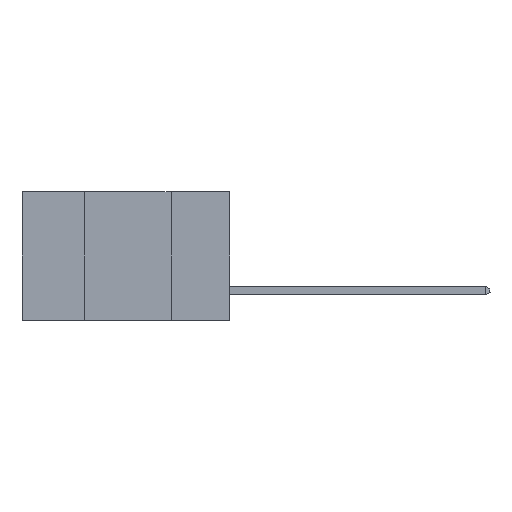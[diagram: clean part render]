
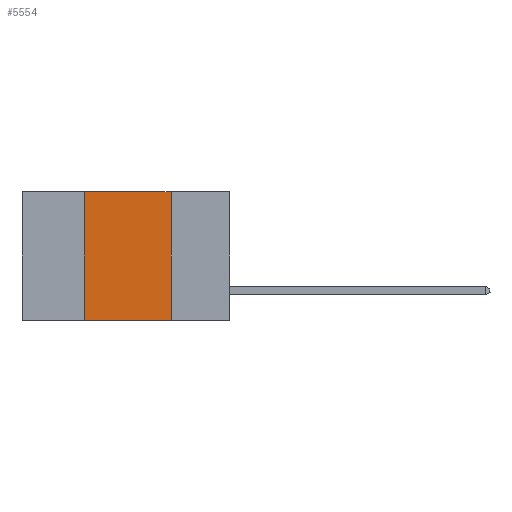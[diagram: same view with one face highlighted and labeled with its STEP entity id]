
A CAD part, left-side view. The second image highlights one B-rep face of the part: STEP entity #5554.
In plain terms, the highlighted planar face has unit normal (-1, 0, 0).
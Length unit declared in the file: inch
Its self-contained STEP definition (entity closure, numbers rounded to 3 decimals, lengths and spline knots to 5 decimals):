
#617 = VERTEX_POINT ( 'NONE', #8452 ) ;
#1108 = VECTOR ( 'NONE', #2221, 39.37008 ) ;
#2221 = DIRECTION ( 'NONE',  ( 0., -1., 0. ) ) ;
#3714 = VECTOR ( 'NONE', #14659, 39.37008 ) ;
#3749 = ORIENTED_EDGE ( 'NONE', *, *, #8373, .F. ) ;
#3957 = CARTESIAN_POINT ( 'NONE',  ( 0., 0.17, 0. ) ) ;
#5137 = CARTESIAN_POINT ( 'NONE',  ( 0., 0.42, -0.37 ) ) ;
#5170 = CARTESIAN_POINT ( 'NONE',  ( 0., 0.17, -0.37 ) ) ;
#5206 = LINE ( 'NONE', #26205, #20561 ) ;
#5554 = ADVANCED_FACE ( 'NONE', ( #12120 ), #12837, .F. ) ;
#7446 = CARTESIAN_POINT ( 'NONE',  ( 0., 0.42, 0. ) ) ;
#8373 = EDGE_CURVE ( 'NONE', #617, #26101, #26690, .T. ) ;
#8452 = CARTESIAN_POINT ( 'NONE',  ( 0., 0.17, 0. ) ) ;
#10333 = ORIENTED_EDGE ( 'NONE', *, *, #18639, .F. ) ;
#12120 = FACE_OUTER_BOUND ( 'NONE', #17245, .T. ) ;
#12837 = PLANE ( 'NONE',  #14245 ) ;
#14245 = AXIS2_PLACEMENT_3D ( 'NONE', #17422, #15195, #19684 ) ;
#14659 = DIRECTION ( 'NONE',  ( 0., 0., -1. ) ) ;
#15195 = DIRECTION ( 'NONE',  ( 1., 0., 0. ) ) ;
#15718 = EDGE_CURVE ( 'NONE', #20564, #26101, #15781, .T. ) ;
#15781 = LINE ( 'NONE', #22977, #1108 ) ;
#17245 = EDGE_LOOP ( 'NONE', ( #3749, #10333, #20058, #27139 ) ) ;
#17422 = CARTESIAN_POINT ( 'NONE',  ( 0., 0.6, 0. ) ) ;
#18639 = EDGE_CURVE ( 'NONE', #26501, #617, #5206, .T. ) ;
#18728 = LINE ( 'NONE', #7446, #27032 ) ;
#19247 = CARTESIAN_POINT ( 'NONE',  ( 0., 0.42, 0. ) ) ;
#19684 = DIRECTION ( 'NONE',  ( 0., 0., -1. ) ) ;
#20058 = ORIENTED_EDGE ( 'NONE', *, *, #27618, .F. ) ;
#20561 = VECTOR ( 'NONE', #24184, 39.37008 ) ;
#20564 = VERTEX_POINT ( 'NONE', #5137 ) ;
#22276 = DIRECTION ( 'NONE',  ( 0., 0., 1. ) ) ;
#22977 = CARTESIAN_POINT ( 'NONE',  ( 0., 0.6, -0.37 ) ) ;
#24184 = DIRECTION ( 'NONE',  ( 0., -1., 0. ) ) ;
#26101 = VERTEX_POINT ( 'NONE', #5170 ) ;
#26205 = CARTESIAN_POINT ( 'NONE',  ( 0., 0.6, 0. ) ) ;
#26501 = VERTEX_POINT ( 'NONE', #19247 ) ;
#26690 = LINE ( 'NONE', #3957, #3714 ) ;
#27032 = VECTOR ( 'NONE', #22276, 39.37008 ) ;
#27139 = ORIENTED_EDGE ( 'NONE', *, *, #15718, .T. ) ;
#27618 = EDGE_CURVE ( 'NONE', #20564, #26501, #18728, .T. ) ;
